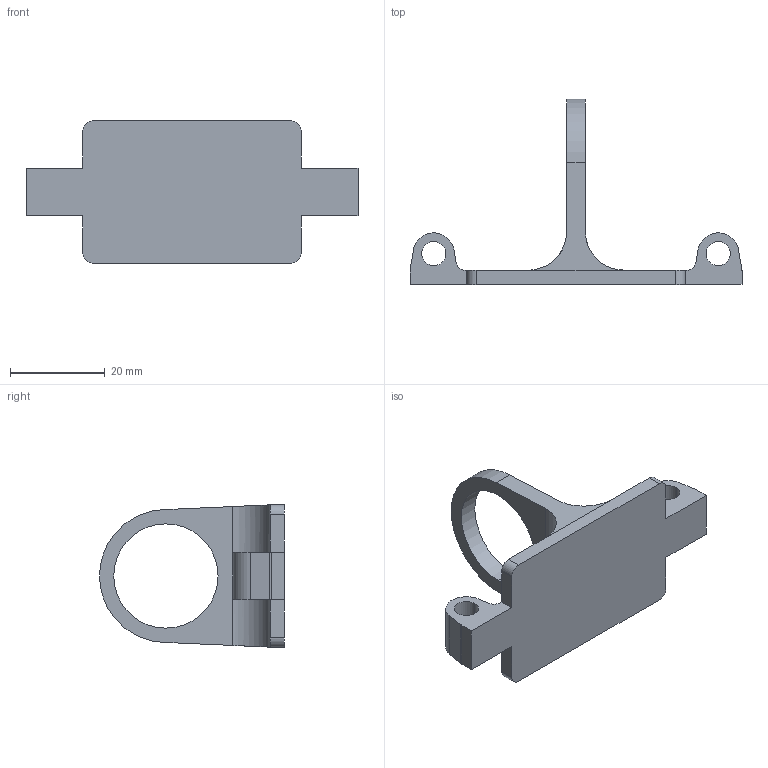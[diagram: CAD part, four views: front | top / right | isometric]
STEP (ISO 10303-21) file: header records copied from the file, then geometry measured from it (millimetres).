
FILE_DESCRIPTION (( 'STEP AP214' ), '1' );
FILE_NAME ('Carabiner Adapter.STEP', '2025-05-15T11:01:54', ( '' ), ( '' ), 'SwSTEP 2.0', 'SolidWorks 2024', '' );
FILE_SCHEMA (( 'AUTOMOTIVE_DESIGN' ));
Length unit declared in the file: millimetre
Products named in the file (1): Carabiner Adapter
Bounding box: 70 x 39 x 30 mm (x, y, z)
Volume: 8790.4 mm3; surface area: 6007.5 mm2
Topology: 1 solids, 1 shells, 42 faces, 116 edges, 76 vertices
Faces by surface type: plane 23, cylinder 19
Entity records: 1377 total; most frequent: CARTESIAN_POINT 247, ORIENTED_EDGE 232, DIRECTION 232, EDGE_CURVE 116, LINE 78, VECTOR 78, AXIS2_PLACEMENT_3D 77, VERTEX_POINT 76
